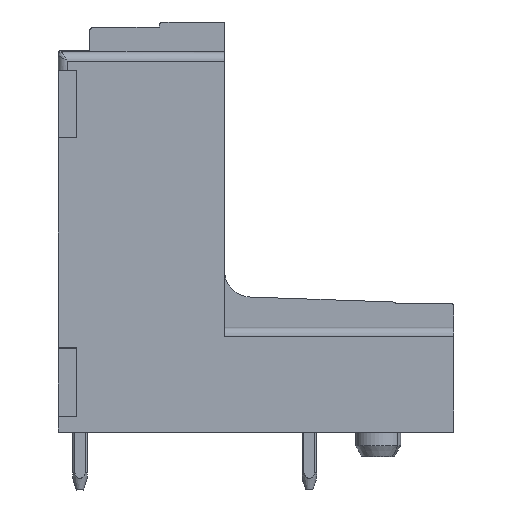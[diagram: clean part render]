
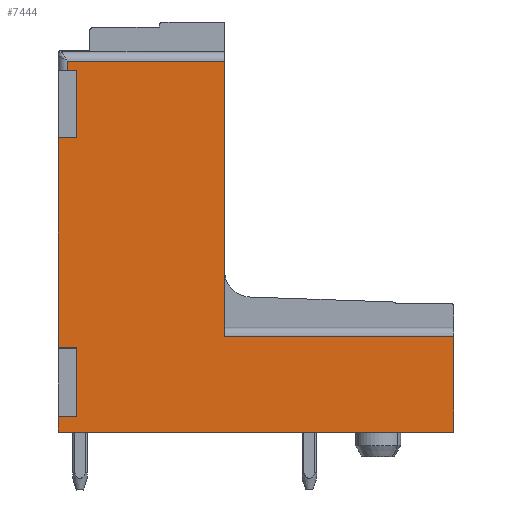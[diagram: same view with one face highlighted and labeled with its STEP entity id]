
A CAD part, left-side view. The second image highlights one B-rep face of the part: STEP entity #7444.
In plain terms, the highlighted planar face has unit normal (-1, 0, 0).
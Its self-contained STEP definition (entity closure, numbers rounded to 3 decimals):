
#7426=AXIS2_PLACEMENT_3D('Plane Axis2P3D',#7423,#7424,#7425) ;
#150=CARTESIAN_POINT('Vertex',(0.,21.9,3.2)) ;
#306=CARTESIAN_POINT('Vertex',(0.,0.,3.2)) ;
#309=CARTESIAN_POINT('Line Origine',(0.,10.95,3.2)) ;
#592=CARTESIAN_POINT('Line Origine',(0.,21.9,3.635)) ;
#596=CARTESIAN_POINT('Vertex',(0.,21.9,4.07)) ;
#666=CARTESIAN_POINT('Vertex',(0.,21.9,7.89)) ;
#669=CARTESIAN_POINT('Line Origine',(0.,21.9,13.695)) ;
#673=CARTESIAN_POINT('Vertex',(0.,21.9,19.5)) ;
#1780=CARTESIAN_POINT('Vertex',(0.,12.7,23.74)) ;
#1783=CARTESIAN_POINT('Line Origine',(0.,12.7,16.12)) ;
#1787=CARTESIAN_POINT('Vertex',(0.,12.7,8.5)) ;
#2284=CARTESIAN_POINT('Vertex',(0.,0.,8.5)) ;
#2287=CARTESIAN_POINT('Line Origine',(0.,0.,5.85)) ;
#4330=CARTESIAN_POINT('Vertex',(0.,21.4,23.74)) ;
#6266=CARTESIAN_POINT('Line Origine',(0.,21.4,13.72)) ;
#6270=CARTESIAN_POINT('Vertex',(0.,21.4,23.24)) ;
#6290=CARTESIAN_POINT('Line Origine',(0.,10.95,23.74)) ;
#6302=CARTESIAN_POINT('Line Origine',(0.,21.4,4.07)) ;
#6306=CARTESIAN_POINT('Vertex',(0.,20.9,4.07)) ;
#6324=CARTESIAN_POINT('Line Origine',(0.,20.9,5.98)) ;
#6328=CARTESIAN_POINT('Vertex',(0.,20.9,7.89)) ;
#6343=CARTESIAN_POINT('Line Origine',(0.,21.4,7.89)) ;
#6355=CARTESIAN_POINT('Line Origine',(0.,21.4,19.5)) ;
#6359=CARTESIAN_POINT('Vertex',(0.,20.9,19.5)) ;
#6377=CARTESIAN_POINT('Line Origine',(0.,20.9,21.37)) ;
#6381=CARTESIAN_POINT('Vertex',(0.,20.9,23.24)) ;
#6396=CARTESIAN_POINT('Line Origine',(0.,21.15,23.24)) ;
#7305=CARTESIAN_POINT('Line Origine',(0.,10.95,8.5)) ;
#7423=CARTESIAN_POINT('Axis2P3D Location',(0.,0.,0.)) ;
#310=DIRECTION('Vector Direction',(0.,1.,0.)) ;
#593=DIRECTION('Vector Direction',(0.,0.,1.)) ;
#670=DIRECTION('Vector Direction',(0.,0.,1.)) ;
#1784=DIRECTION('Vector Direction',(0.,0.,-1.)) ;
#2288=DIRECTION('Vector Direction',(0.,0.,-1.)) ;
#6267=DIRECTION('Vector Direction',(0.,0.,-1.)) ;
#6291=DIRECTION('Vector Direction',(0.,-1.,0.)) ;
#6303=DIRECTION('Vector Direction',(0.,-1.,0.)) ;
#6325=DIRECTION('Vector Direction',(0.,0.,-1.)) ;
#6344=DIRECTION('Vector Direction',(0.,1.,0.)) ;
#6356=DIRECTION('Vector Direction',(0.,-1.,0.)) ;
#6378=DIRECTION('Vector Direction',(0.,0.,-1.)) ;
#6397=DIRECTION('Vector Direction',(0.,1.,0.)) ;
#7306=DIRECTION('Vector Direction',(0.,-1.,0.)) ;
#7424=DIRECTION('Axis2P3D Direction',(-1.,0.,0.)) ;
#7425=DIRECTION('Axis2P3D XDirection',(0.,-1.,0.)) ;
#311=VECTOR('Line Direction',#310,1.) ;
#594=VECTOR('Line Direction',#593,1.) ;
#671=VECTOR('Line Direction',#670,1.) ;
#1785=VECTOR('Line Direction',#1784,1.) ;
#2289=VECTOR('Line Direction',#2288,1.) ;
#6268=VECTOR('Line Direction',#6267,1.) ;
#6292=VECTOR('Line Direction',#6291,1.) ;
#6304=VECTOR('Line Direction',#6303,1.) ;
#6326=VECTOR('Line Direction',#6325,1.) ;
#6345=VECTOR('Line Direction',#6344,1.) ;
#6357=VECTOR('Line Direction',#6356,1.) ;
#6379=VECTOR('Line Direction',#6378,1.) ;
#6398=VECTOR('Line Direction',#6397,1.) ;
#7307=VECTOR('Line Direction',#7306,1.) ;
#7429=ORIENTED_EDGE('',*,*,#6400,.T.) ;
#7430=ORIENTED_EDGE('',*,*,#6383,.T.) ;
#7431=ORIENTED_EDGE('',*,*,#6361,.T.) ;
#7432=ORIENTED_EDGE('',*,*,#675,.T.) ;
#7433=ORIENTED_EDGE('',*,*,#6347,.T.) ;
#7434=ORIENTED_EDGE('',*,*,#6330,.T.) ;
#7435=ORIENTED_EDGE('',*,*,#6308,.T.) ;
#7436=ORIENTED_EDGE('',*,*,#598,.T.) ;
#7437=ORIENTED_EDGE('',*,*,#313,.T.) ;
#7438=ORIENTED_EDGE('',*,*,#2291,.T.) ;
#7439=ORIENTED_EDGE('',*,*,#7309,.T.) ;
#7440=ORIENTED_EDGE('',*,*,#1789,.F.) ;
#7441=ORIENTED_EDGE('',*,*,#6294,.T.) ;
#7442=ORIENTED_EDGE('',*,*,#6272,.T.) ;
#7444=ADVANCED_FACE('HOUSING',(#7443),#7427,.T.) ;
#313=EDGE_CURVE('',#151,#307,#312,.F.) ;
#598=EDGE_CURVE('',#597,#151,#595,.F.) ;
#675=EDGE_CURVE('',#674,#667,#672,.F.) ;
#1789=EDGE_CURVE('',#1781,#1788,#1786,.T.) ;
#2291=EDGE_CURVE('',#307,#2285,#2290,.F.) ;
#6272=EDGE_CURVE('',#4331,#6271,#6269,.T.) ;
#6294=EDGE_CURVE('',#1781,#4331,#6293,.F.) ;
#6308=EDGE_CURVE('',#6307,#597,#6305,.F.) ;
#6330=EDGE_CURVE('',#6329,#6307,#6327,.T.) ;
#6347=EDGE_CURVE('',#667,#6329,#6346,.F.) ;
#6361=EDGE_CURVE('',#6360,#674,#6358,.F.) ;
#6383=EDGE_CURVE('',#6382,#6360,#6380,.T.) ;
#6400=EDGE_CURVE('',#6271,#6382,#6399,.F.) ;
#7309=EDGE_CURVE('',#2285,#1788,#7308,.F.) ;
#7428=EDGE_LOOP('',(#7429,#7430,#7431,#7432,#7433,#7434,#7435,#7436,#7437,#7438,#7439,#7440,#7441,#7442)) ;
#7443=FACE_OUTER_BOUND('',#7428,.T.) ;
#312=LINE('Line',#309,#311) ;
#595=LINE('Line',#592,#594) ;
#672=LINE('Line',#669,#671) ;
#1786=LINE('Line',#1783,#1785) ;
#2290=LINE('Line',#2287,#2289) ;
#6269=LINE('Line',#6266,#6268) ;
#6293=LINE('Line',#6290,#6292) ;
#6305=LINE('Line',#6302,#6304) ;
#6327=LINE('Line',#6324,#6326) ;
#6346=LINE('Line',#6343,#6345) ;
#6358=LINE('Line',#6355,#6357) ;
#6380=LINE('Line',#6377,#6379) ;
#6399=LINE('Line',#6396,#6398) ;
#7308=LINE('Line',#7305,#7307) ;
#7427=PLANE('',#7426) ;
#151=VERTEX_POINT('',#150) ;
#307=VERTEX_POINT('',#306) ;
#597=VERTEX_POINT('',#596) ;
#667=VERTEX_POINT('',#666) ;
#674=VERTEX_POINT('',#673) ;
#1781=VERTEX_POINT('',#1780) ;
#1788=VERTEX_POINT('',#1787) ;
#2285=VERTEX_POINT('',#2284) ;
#4331=VERTEX_POINT('',#4330) ;
#6271=VERTEX_POINT('',#6270) ;
#6307=VERTEX_POINT('',#6306) ;
#6329=VERTEX_POINT('',#6328) ;
#6360=VERTEX_POINT('',#6359) ;
#6382=VERTEX_POINT('',#6381) ;
